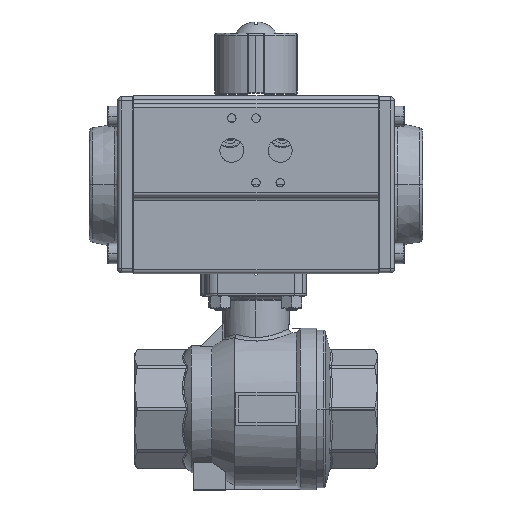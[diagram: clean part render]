
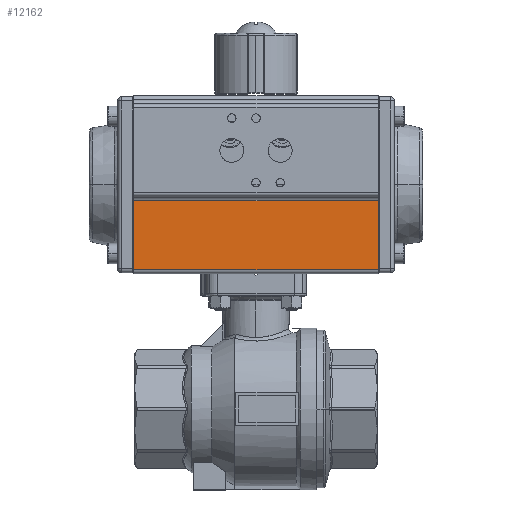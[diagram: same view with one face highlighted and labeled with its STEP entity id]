
A CAD part, top view. The second image highlights one B-rep face of the part: STEP entity #12162.
In plain terms, the highlighted planar face has unit normal (0, 0, -1).
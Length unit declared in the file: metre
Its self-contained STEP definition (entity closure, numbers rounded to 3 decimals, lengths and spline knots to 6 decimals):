
#2532 = DIRECTION ( 'NONE',  ( -1., 0., 0. ) ) ;
#2757 = VERTEX_POINT ( 'NONE', #62113 ) ;
#3754 = ORIENTED_EDGE ( 'NONE', *, *, #55187, .T. ) ;
#9292 = EDGE_CURVE ( 'NONE', #60726, #2757, #59930, .T. ) ;
#11084 = DIRECTION ( 'NONE',  ( 0., 1., 0. ) ) ;
#12162 = ADVANCED_FACE ( 'NONE', ( #15434 ), #58746, .T. ) ;
#14114 = VECTOR ( 'NONE', #45880, 1. ) ;
#15434 = FACE_OUTER_BOUND ( 'NONE', #62870, .T. ) ;
#18563 = DIRECTION ( 'NONE',  ( 0., -1., 0. ) ) ;
#20115 = VECTOR ( 'NONE', #11084, 1. ) ;
#25274 = CARTESIAN_POINT ( 'NONE',  ( 0.041663, 0.040107, 0.157082 ) ) ;
#28529 = DIRECTION ( 'NONE',  ( 0., 0., -1. ) ) ;
#31217 = LINE ( 'NONE', #25274, #70271 ) ;
#31777 = ORIENTED_EDGE ( 'NONE', *, *, #70848, .T. ) ;
#32263 = LINE ( 'NONE', #43770, #76444 ) ;
#37508 = VERTEX_POINT ( 'NONE', #72674 ) ;
#38427 = EDGE_CURVE ( 'NONE', #51892, #37508, #31217, .T. ) ;
#38719 = LINE ( 'NONE', #39125, #14114 ) ;
#39125 = CARTESIAN_POINT ( 'NONE',  ( -0.079337, 0.040107, 0.157082 ) ) ;
#39670 = ORIENTED_EDGE ( 'NONE', *, *, #38427, .T. ) ;
#40304 = CARTESIAN_POINT ( 'NONE',  ( -0.079337, 0.006107, 0.157082 ) ) ;
#41232 = CARTESIAN_POINT ( 'NONE',  ( -0.079337, 0.040107, 0.157082 ) ) ;
#43770 = CARTESIAN_POINT ( 'NONE',  ( -0.079337, 0.006107, 0.157082 ) ) ;
#45880 = DIRECTION ( 'NONE',  ( 1., 0., 0. ) ) ;
#47153 = ORIENTED_EDGE ( 'NONE', *, *, #9292, .T. ) ;
#49389 = CARTESIAN_POINT ( 'NONE',  ( 0.041663, 0.040107, 0.157082 ) ) ;
#51892 = VERTEX_POINT ( 'NONE', #49389 ) ;
#52815 = DIRECTION ( 'NONE',  ( 0., 1., 0. ) ) ;
#55187 = EDGE_CURVE ( 'NONE', #2757, #51892, #38719, .T. ) ;
#58746 = PLANE ( 'NONE',  #61268 ) ;
#59534 = CARTESIAN_POINT ( 'NONE',  ( -0.079337, 0.040107, 0.157082 ) ) ;
#59930 = LINE ( 'NONE', #59534, #20115 ) ;
#60726 = VERTEX_POINT ( 'NONE', #40304 ) ;
#61268 = AXIS2_PLACEMENT_3D ( 'NONE', #41232, #28529, #52815 ) ;
#62113 = CARTESIAN_POINT ( 'NONE',  ( -0.079337, 0.040107, 0.157082 ) ) ;
#62870 = EDGE_LOOP ( 'NONE', ( #3754, #39670, #31777, #47153 ) ) ;
#70271 = VECTOR ( 'NONE', #18563, 1. ) ;
#70848 = EDGE_CURVE ( 'NONE', #37508, #60726, #32263, .T. ) ;
#72674 = CARTESIAN_POINT ( 'NONE',  ( 0.041663, 0.006107, 0.157082 ) ) ;
#76444 = VECTOR ( 'NONE', #2532, 1. ) ;
